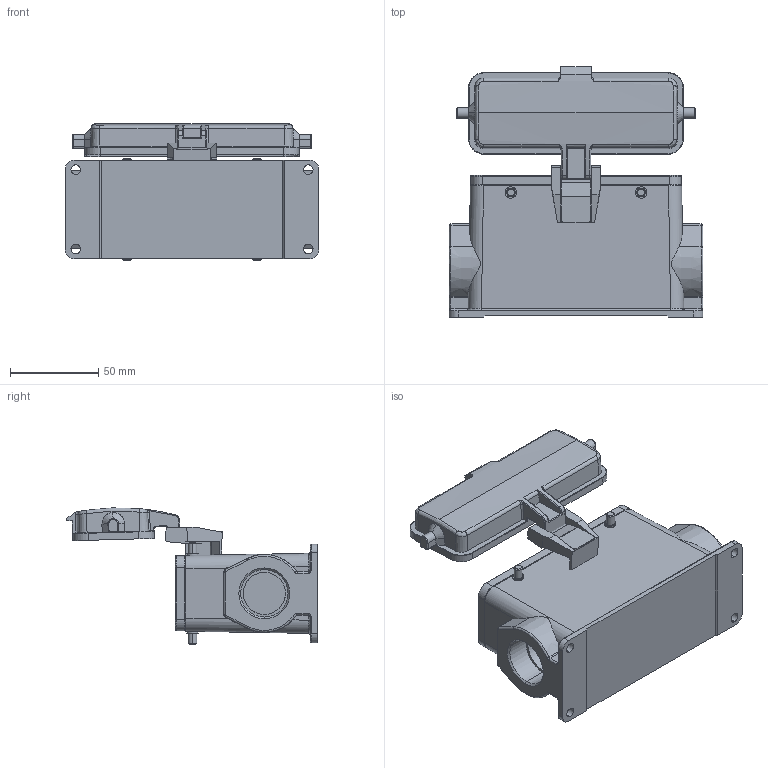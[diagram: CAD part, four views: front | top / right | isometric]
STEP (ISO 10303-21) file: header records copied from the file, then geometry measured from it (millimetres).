
FILE_DESCRIPTION (( 'STEP AP203' ), '1' );
FILE_NAME ('H24B-SFH-4B-CV-PG21.STP', '2017-08-24T11:00:39', ( '微软用户' ), ( '微软中国' ), 'SwSTEP 2.0', 'SolidWorks 2012', '' );
FILE_SCHEMA (( 'CONFIG_CONTROL_DESIGN' ));
Length unit declared in the file: millimetre
Products named in the file (1): H24B-SFH-4B-CV-PG21
Bounding box: 144 x 142.16 x 77.35 mm (x, y, z)
Volume: 217971.1 mm3; surface area: 97112 mm2
Topology: 4 solids, 4 shells, 624 faces, 1561 edges, 970 vertices
Faces by surface type: cylinder 257, plane 225, bspline 87, cone 39, torus 16
Entity records: 23849 total; most frequent: CARTESIAN_POINT 9725, ORIENTED_EDGE 3114, DIRECTION 2705, EDGE_CURVE 1557, VERTEX_POINT 970, AXIS2_PLACEMENT_3D 953, VECTOR 799, LINE 799
